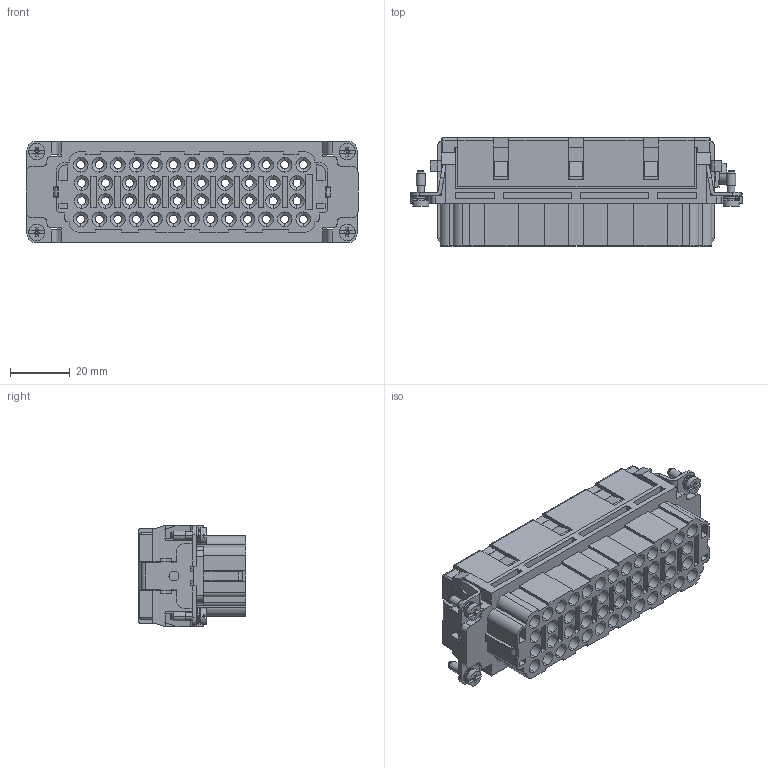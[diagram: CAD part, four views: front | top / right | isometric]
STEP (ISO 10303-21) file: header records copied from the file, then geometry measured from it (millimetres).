
FILE_DESCRIPTION (( 'STEP AP203' ), '1' );
FILE_NAME ('290243046.step', '2025-02-12T17:45:26', ( '' ), ( '' ), 'SwSTEP 2.0', 'SolidWorks 2024', '' );
FILE_SCHEMA (( 'CONFIG_CONTROL_DESIGN' ));
Length unit declared in the file: inch
Products named in the file (1): 290243046
Bounding box: 111 x 36.1 x 33.8 mm (x, y, z)
Volume: 57636.3 mm3; surface area: 69244.7 mm2
Topology: 13 solids, 13 shells, 2435 faces, 6654 edges, 4346 vertices
Faces by surface type: plane 1214, cylinder 915, cone 169, bspline 137
Entity records: 85319 total; most frequent: CARTESIAN_POINT 23416, ORIENTED_EDGE 13308, DIRECTION 12535, EDGE_CURVE 6654, VERTEX_POINT 4346, AXIS2_PLACEMENT_3D 4270, LINE 3995, VECTOR 3995
